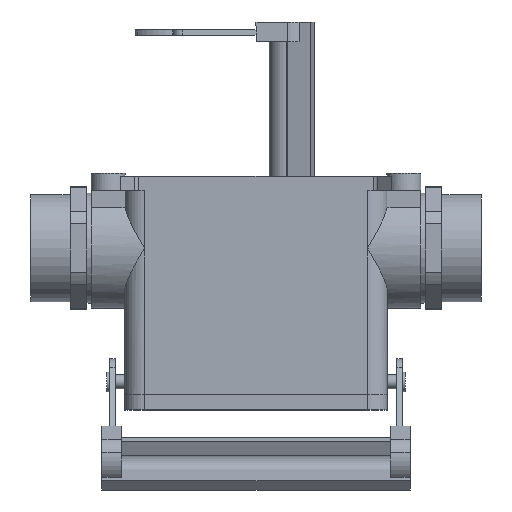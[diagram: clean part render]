
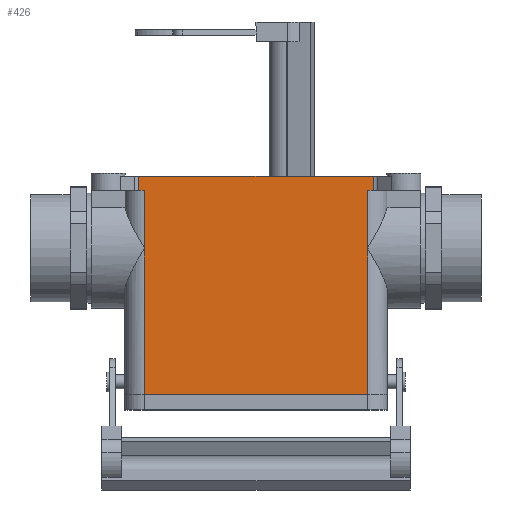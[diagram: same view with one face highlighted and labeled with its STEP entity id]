
A CAD part, top view. The second image highlights one B-rep face of the part: STEP entity #426.
In plain terms, the highlighted planar face has unit normal (0, 0, 1).
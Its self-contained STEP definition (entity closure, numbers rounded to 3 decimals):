
#426 = ADVANCED_FACE( '', ( #1000 ), #1001, .F. );
#1000 = FACE_OUTER_BOUND( '', #1754, .T. );
#1001 = PLANE( '', #1755 );
#1754 = EDGE_LOOP( '', ( #2919, #2920, #2921, #2922, #2923, #2924, #2925, #2926, #2927, #2928 ) );
#1755 = AXIS2_PLACEMENT_3D( '', #2929, #2930, #2931 );
#2919 = ORIENTED_EDGE( '', *, *, #4660, .F. );
#2920 = ORIENTED_EDGE( '', *, *, #4562, .F. );
#2921 = ORIENTED_EDGE( '', *, *, #4661, .F. );
#2922 = ORIENTED_EDGE( '', *, *, #4485, .T. );
#2923 = ORIENTED_EDGE( '', *, *, #4662, .T. );
#2924 = ORIENTED_EDGE( '', *, *, #4663, .T. );
#2925 = ORIENTED_EDGE( '', *, *, #4664, .F. );
#2926 = ORIENTED_EDGE( '', *, *, #4665, .T. );
#2927 = ORIENTED_EDGE( '', *, *, #4451, .T. );
#2928 = ORIENTED_EDGE( '', *, *, #4666, .F. );
#2929 = CARTESIAN_POINT( '', ( 42.515, -5., 21.5 ) );
#2930 = DIRECTION( '', ( 0., 0., -1. ) );
#2931 = DIRECTION( '', ( -1., 0., 0. ) );
#4451 = EDGE_CURVE( '', #5179, #5370, #5372, .T. );
#4485 = EDGE_CURVE( '', #5423, #5427, #5429, .T. );
#4562 = EDGE_CURVE( '', #5555, #5557, #5558, .T. );
#4660 = EDGE_CURVE( '', #5557, #5709, #5710, .T. );
#4661 = EDGE_CURVE( '', #5423, #5555, #5711, .T. );
#4662 = EDGE_CURVE( '', #5427, #5712, #5713, .T. );
#4663 = EDGE_CURVE( '', #5712, #5714, #5715, .F. );
#4664 = EDGE_CURVE( '', #5716, #5714, #5717, .T. );
#4665 = EDGE_CURVE( '', #5716, #5179, #5718, .T. );
#4666 = EDGE_CURVE( '', #5709, #5370, #5719, .T. );
#5179 = VERTEX_POINT( '', #6435 );
#5370 = VERTEX_POINT( '', #6759 );
#5372 = LINE( '', #6761, #6762 );
#5423 = VERTEX_POINT( '', #6829 );
#5427 = VERTEX_POINT( '', #6834 );
#5429 = LINE( '', #6836, #6837 );
#5555 = VERTEX_POINT( '', #7017 );
#5557 = VERTEX_POINT( '', #7019 );
#5558 = LINE( '', #7020, #7021 );
#5709 = VERTEX_POINT( '', #7252 );
#5710 = LINE( '', #7253, #7254 );
#5711 = LINE( '', #7255, #7256 );
#5712 = VERTEX_POINT( '', #7257 );
#5713 = LINE( '', #7258, #7259 );
#5714 = VERTEX_POINT( '', #7260 );
#5715 = LINE( '', #7261, #7262 );
#5716 = VERTEX_POINT( '', #7263 );
#5717 = LINE( '', #7264, #7265 );
#5718 = LINE( '', #7266, #7267 );
#5719 = LINE( '', #7268, #7269 );
#6435 = CARTESIAN_POINT( '', ( -39.65, -25.5, 21.5 ) );
#6759 = CARTESIAN_POINT( '', ( -39.65, -77.4, 21.5 ) );
#6761 = CARTESIAN_POINT( '', ( -39.65, 74.914, 21.5 ) );
#6762 = VECTOR( '', #8355, 1000. );
#6829 = CARTESIAN_POINT( '', ( 41.686, -5., 21.5 ) );
#6834 = CARTESIAN_POINT( '', ( 41.686, 0., 21.5 ) );
#6836 = CARTESIAN_POINT( '', ( 41.686, 0., 21.5 ) );
#6837 = VECTOR( '', #8397, 1000. );
#7017 = CARTESIAN_POINT( '', ( 39.65, -5., 21.5 ) );
#7019 = CARTESIAN_POINT( '', ( 39.65, -25.5, 21.5 ) );
#7020 = CARTESIAN_POINT( '', ( 39.65, 74.914, 21.5 ) );
#7021 = VECTOR( '', #8507, 1000. );
#7252 = CARTESIAN_POINT( '', ( 39.65, -77.4, 21.5 ) );
#7253 = CARTESIAN_POINT( '', ( 39.65, 74.914, 21.5 ) );
#7254 = VECTOR( '', #8602, 1000. );
#7255 = CARTESIAN_POINT( '', ( 42.515, -5., 21.5 ) );
#7256 = VECTOR( '', #8603, 1000. );
#7257 = CARTESIAN_POINT( '', ( -41.686, 0., 21.5 ) );
#7258 = CARTESIAN_POINT( '', ( 42.515, 0., 21.5 ) );
#7259 = VECTOR( '', #8604, 1000. );
#7260 = CARTESIAN_POINT( '', ( -41.686, -5., 21.5 ) );
#7261 = CARTESIAN_POINT( '', ( -41.686, -5., 21.5 ) );
#7262 = VECTOR( '', #8605, 1000. );
#7263 = CARTESIAN_POINT( '', ( -39.65, -5., 21.5 ) );
#7264 = CARTESIAN_POINT( '', ( 42.515, -5., 21.5 ) );
#7265 = VECTOR( '', #8606, 1000. );
#7266 = CARTESIAN_POINT( '', ( -39.65, 74.914, 21.5 ) );
#7267 = VECTOR( '', #8607, 1000. );
#7268 = CARTESIAN_POINT( '', ( -39.65, -77.4, 21.5 ) );
#7269 = VECTOR( '', #8608, 1000. );
#8355 = DIRECTION( '', ( 0., -1., 0. ) );
#8397 = DIRECTION( '', ( 0., 1., 0. ) );
#8507 = DIRECTION( '', ( 0., -1., 0. ) );
#8602 = DIRECTION( '', ( 0., -1., 0. ) );
#8603 = DIRECTION( '', ( -1., 0., 0. ) );
#8604 = DIRECTION( '', ( -1., 0., 0. ) );
#8605 = DIRECTION( '', ( 0., 1., 0. ) );
#8606 = DIRECTION( '', ( -1., 0., 0. ) );
#8607 = DIRECTION( '', ( 0., -1., 0. ) );
#8608 = DIRECTION( '', ( -1., 0., 0. ) );
